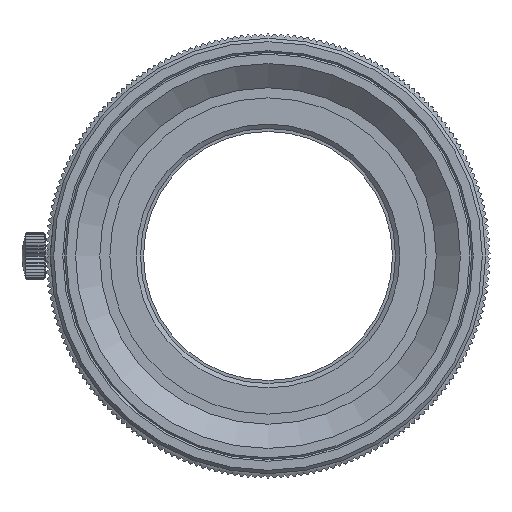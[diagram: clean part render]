
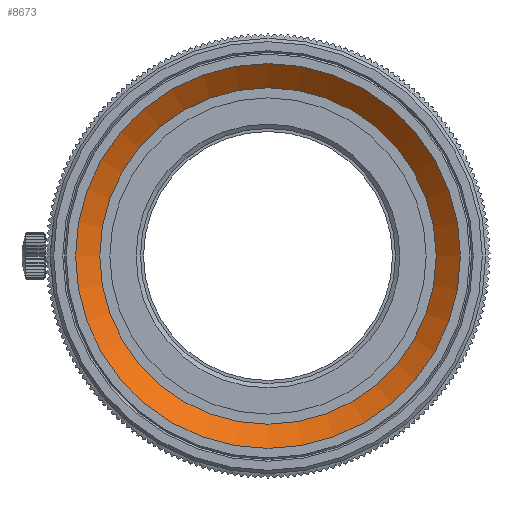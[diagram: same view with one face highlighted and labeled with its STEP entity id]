
A CAD part, left-side view. The second image highlights one B-rep face of the part: STEP entity #8673.
In plain terms, the highlighted conical face has half-angle 50.194 degrees and reference radius 25 mm.
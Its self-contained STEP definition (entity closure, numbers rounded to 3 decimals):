
#166=CONICAL_SURFACE('',#30842,25.,50.194);
#8673=ADVANCED_FACE('',(#9362,#9363),#166,.F.);
#9362=FACE_BOUND('',#10882,.T.);
#9363=FACE_BOUND('',#10883,.T.);
#10882=EDGE_LOOP('',(#19092));
#10883=EDGE_LOOP('',(#19093));
#19092=ORIENTED_EDGE('',*,*,#27187,.T.);
#19093=ORIENTED_EDGE('',*,*,#27188,.F.);
#22714=VERTEX_POINT('',#48987);
#22715=VERTEX_POINT('',#48990);
#27187=EDGE_CURVE('',#22714,#22714,#28546,.T.);
#27188=EDGE_CURVE('',#22715,#22715,#28547,.T.);
#28546=CIRCLE('',#30839,25.);
#28547=CIRCLE('',#30841,28.6);
#30839=AXIS2_PLACEMENT_3D('',#48986,#36802,#36803);
#30841=AXIS2_PLACEMENT_3D('',#48989,#36806,#36807);
#30842=AXIS2_PLACEMENT_3D('',#48991,#36808,#36809);
#36802=DIRECTION('',(1.,0.,0.));
#36803=DIRECTION('',(0.,1.,0.));
#36806=DIRECTION('',(1.,0.,0.));
#36807=DIRECTION('',(0.,1.,0.));
#36808=DIRECTION('',(-1.,0.,0.));
#36809=DIRECTION('',(0.,1.,0.));
#48986=CARTESIAN_POINT('',(3.,0.,0.));
#48987=CARTESIAN_POINT('',(3.,25.,0.));
#48989=CARTESIAN_POINT('',(0.,0.,0.));
#48990=CARTESIAN_POINT('',(0.,28.6,0.));
#48991=CARTESIAN_POINT('',(3.,0.,0.));
